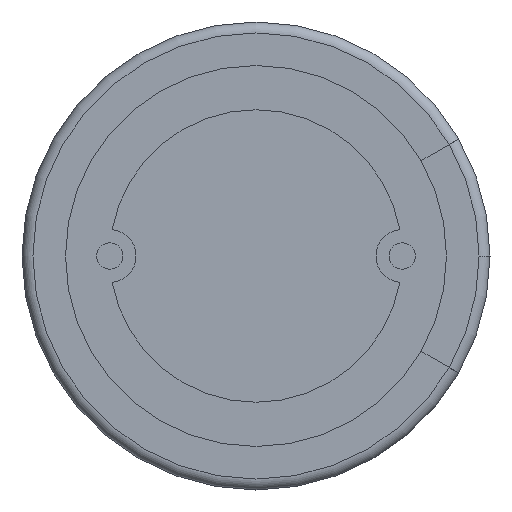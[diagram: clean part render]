
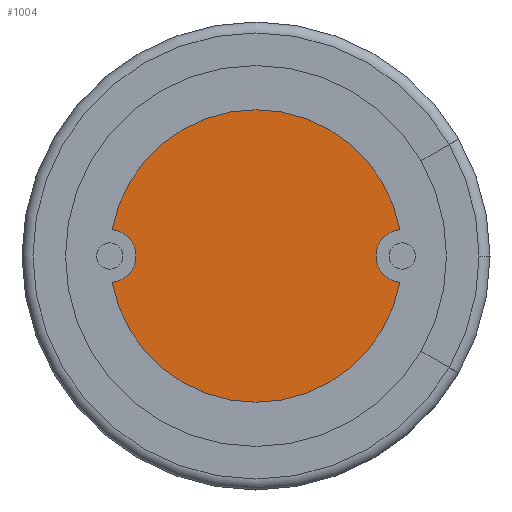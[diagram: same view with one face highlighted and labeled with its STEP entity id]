
A CAD part, front view. The second image highlights one B-rep face of the part: STEP entity #1004.
In plain terms, the highlighted planar face has unit normal (0, -1, 0).
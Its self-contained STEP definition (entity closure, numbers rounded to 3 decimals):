
#122 = DIRECTION ( 'NONE',  ( 0., 0., 1. ) ) ;
#129 = PLANE ( 'NONE',  #735 ) ;
#188 = AXIS2_PLACEMENT_3D ( 'NONE', #330, #1413, #294 ) ;
#190 = DIRECTION ( 'NONE',  ( 0., 0., 1. ) ) ;
#193 = CARTESIAN_POINT ( 'NONE',  ( 0., 0., 0. ) ) ;
#218 = CARTESIAN_POINT ( 'NONE',  ( -2.459, 0., -0.448 ) ) ;
#294 = DIRECTION ( 'NONE',  ( 0., 0., 1. ) ) ;
#330 = CARTESIAN_POINT ( 'NONE',  ( 0., 0., 0. ) ) ;
#332 = CARTESIAN_POINT ( 'NONE',  ( 0., 0., 0. ) ) ;
#348 = DIRECTION ( 'NONE',  ( 0., 0., 1. ) ) ;
#353 = EDGE_LOOP ( 'NONE', ( #1682, #495, #1085, #1103, #614 ) ) ;
#379 = DIRECTION ( 'NONE',  ( 0., -1., 0. ) ) ;
#495 = ORIENTED_EDGE ( 'NONE', *, *, #963, .T. ) ;
#497 = CIRCLE ( 'NONE', #188, 2.5 ) ;
#614 = ORIENTED_EDGE ( 'NONE', *, *, #2217, .F. ) ;
#629 = CIRCLE ( 'NONE', #1525, 2.5 ) ;
#676 = VERTEX_POINT ( 'NONE', #2136 ) ;
#735 = AXIS2_PLACEMENT_3D ( 'NONE', #2289, #1931, #122 ) ;
#746 = DIRECTION ( 'NONE',  ( 0., 1., 0. ) ) ;
#828 = FACE_OUTER_BOUND ( 'NONE', #353, .T. ) ;
#843 = DIRECTION ( 'NONE',  ( 0., 1., 0. ) ) ;
#963 = EDGE_CURVE ( 'NONE', #1757, #676, #1506, .T. ) ;
#1004 = ADVANCED_FACE ( 'NONE', ( #828 ), #129, .F. ) ;
#1011 = DIRECTION ( 'NONE',  ( 0., 0., 1. ) ) ;
#1054 = EDGE_CURVE ( 'NONE', #1757, #1246, #1444, .T. ) ;
#1085 = ORIENTED_EDGE ( 'NONE', *, *, #1446, .F. ) ;
#1103 = ORIENTED_EDGE ( 'NONE', *, *, #1625, .F. ) ;
#1117 = CIRCLE ( 'NONE', #1754, 0.45 ) ;
#1246 = VERTEX_POINT ( 'NONE', #218 ) ;
#1413 = DIRECTION ( 'NONE',  ( 0., 1., 0. ) ) ;
#1444 = CIRCLE ( 'NONE', #1467, 2.5 ) ;
#1446 = EDGE_CURVE ( 'NONE', #1549, #676, #497, .T. ) ;
#1465 = DIRECTION ( 'NONE',  ( 0., 0., 1. ) ) ;
#1467 = AXIS2_PLACEMENT_3D ( 'NONE', #332, #1607, #348 ) ;
#1475 = CARTESIAN_POINT ( 'NONE',  ( -2.459, 0., 0.448 ) ) ;
#1506 = CIRCLE ( 'NONE', #1704, 0.45 ) ;
#1525 = AXIS2_PLACEMENT_3D ( 'NONE', #193, #746, #1465 ) ;
#1549 = VERTEX_POINT ( 'NONE', #1617 ) ;
#1607 = DIRECTION ( 'NONE',  ( 0., 1., 0. ) ) ;
#1617 = CARTESIAN_POINT ( 'NONE',  ( 0., 0., 2.5 ) ) ;
#1625 = EDGE_CURVE ( 'NONE', #2201, #1549, #629, .T. ) ;
#1682 = ORIENTED_EDGE ( 'NONE', *, *, #1054, .F. ) ;
#1704 = AXIS2_PLACEMENT_3D ( 'NONE', #2292, #843, #1011 ) ;
#1754 = AXIS2_PLACEMENT_3D ( 'NONE', #2180, #379, #190 ) ;
#1757 = VERTEX_POINT ( 'NONE', #2225 ) ;
#1931 = DIRECTION ( 'NONE',  ( 0., 1., 0. ) ) ;
#2136 = CARTESIAN_POINT ( 'NONE',  ( 2.459, 0., 0.448 ) ) ;
#2180 = CARTESIAN_POINT ( 'NONE',  ( -2.5, 0., 0. ) ) ;
#2201 = VERTEX_POINT ( 'NONE', #1475 ) ;
#2217 = EDGE_CURVE ( 'NONE', #1246, #2201, #1117, .T. ) ;
#2225 = CARTESIAN_POINT ( 'NONE',  ( 2.459, 0., -0.448 ) ) ;
#2289 = CARTESIAN_POINT ( 'NONE',  ( 0., 0., 0. ) ) ;
#2292 = CARTESIAN_POINT ( 'NONE',  ( 2.5, 0., 0. ) ) ;
